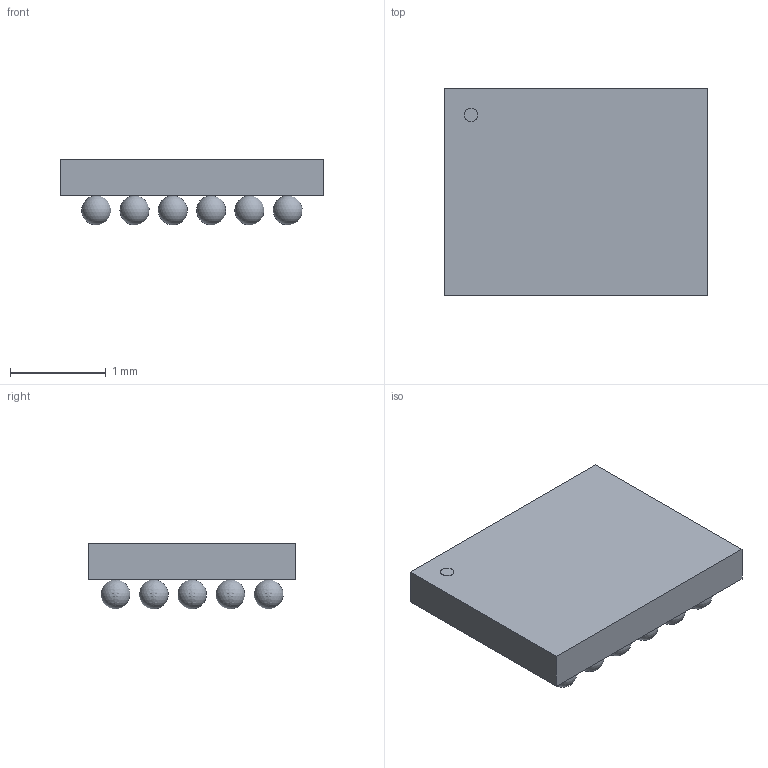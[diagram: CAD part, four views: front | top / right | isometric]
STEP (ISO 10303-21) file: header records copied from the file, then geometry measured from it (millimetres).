
FILE_DESCRIPTION(('STEP AP214'),'1');
FILE_NAME('21-100047A_W302H21_MXM','2023-03-31T17:49:20',(''),(''),'','','');
FILE_SCHEMA(('AUTOMOTIVE_DESIGN'));
Length unit declared in the file: millimetre
Products named in the file (1): product
Bounding box: 2.74 x 2.16 x 0.69 mm (x, y, z)
Volume: 3.2 mm3; surface area: 33.1 mm2
Topology: 62 solids, 62 shells, 69 faces, 195 edges, 130 vertices
Faces by surface type: sphere 60, plane 8, cylinder 1
Full cylindrical faces by diameter (mm): 0.137 x1
Entity records: 796 total; most frequent: DIRECTION 158, CARTESIAN_POINT 83, AXIS2_PLACEMENT_3D 73, STYLED_ITEM 69, ADVANCED_FACE 69, MANIFOLD_SOLID_BREP 62, CLOSED_SHELL 62, SPHERICAL_SURFACE 60
